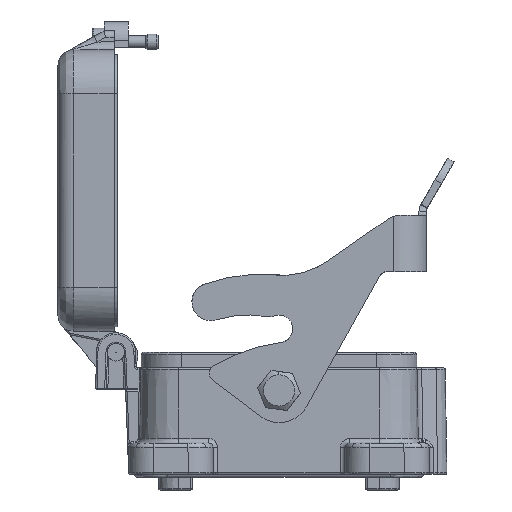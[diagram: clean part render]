
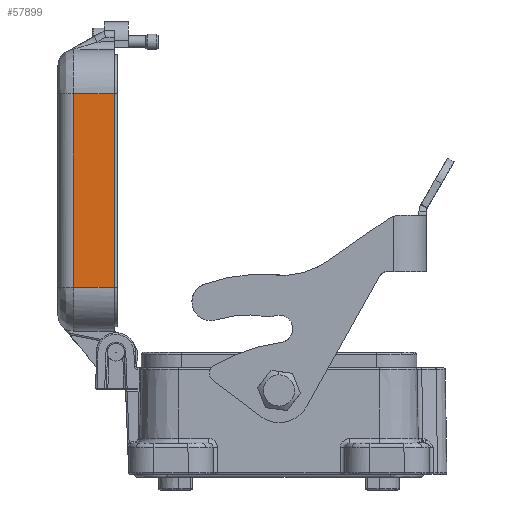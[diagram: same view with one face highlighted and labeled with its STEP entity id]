
A CAD part, left-side view. The second image highlights one B-rep face of the part: STEP entity #57899.
In plain terms, the highlighted planar face has unit normal (-1, 0.009, 0).
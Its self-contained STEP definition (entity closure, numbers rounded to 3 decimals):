
#2356 = VECTOR ( 'NONE', #38121, 1000. ) ;
#3562 = EDGE_CURVE ( 'NONE', #38075, #38064, #38119, .T. ) ;
#11786 = CARTESIAN_POINT ( 'NONE',  ( -65.882, 65.644, 59.767 ) ) ;
#11805 = CARTESIAN_POINT ( 'NONE',  ( -65.882, 65.644, 121.54 ) ) ;
#11806 = CARTESIAN_POINT ( 'NONE',  ( -65.996, 52.6, 121.654 ) ) ;
#11817 = CARTESIAN_POINT ( 'NONE',  ( -65.996, 52.6, 59.653 ) ) ;
#20120 = LINE ( 'NONE', #20121, #49594 ) ;
#20121 = CARTESIAN_POINT ( 'NONE',  ( -65.998, 52.348, 59.651 ) ) ;
#20122 = DIRECTION ( 'NONE',  ( 0.009, 1., 0.009 ) ) ;
#20124 = LINE ( 'NONE', #20125, #49597 ) ;
#20125 = CARTESIAN_POINT ( 'NONE',  ( -65.882, 65.644, 59.302 ) ) ;
#20126 = DIRECTION ( 'NONE',  ( 0., 0., 1. ) ) ;
#20127 = LINE ( 'NONE', #20128, #49601 ) ;
#20128 = CARTESIAN_POINT ( 'NONE',  ( -65.882, 65.644, 121.54 ) ) ;
#20129 = DIRECTION ( 'NONE',  ( 0.009, 1., -0.009 ) ) ;
#32737 = PLANE ( 'NONE',  #40511 ) ;
#32738 = CARTESIAN_POINT ( 'NONE',  ( -65.996, 52.6, 138.583 ) ) ;
#32739 = DIRECTION ( 'NONE',  ( -1., 0.009, 0. ) ) ;
#32740 = DIRECTION ( 'NONE',  ( -0.009, -1., 0. ) ) ;
#36771 = ORIENTED_EDGE ( 'NONE', *, *, #44325, .F. ) ;
#36772 = ORIENTED_EDGE ( 'NONE', *, *, #44327, .T. ) ;
#36773 = ORIENTED_EDGE ( 'NONE', *, *, #44326, .F. ) ;
#36774 = ORIENTED_EDGE ( 'NONE', *, *, #3562, .T. ) ;
#38044 = VERTEX_POINT ( 'NONE', #11786 ) ;
#38063 = VERTEX_POINT ( 'NONE', #11805 ) ;
#38064 = VERTEX_POINT ( 'NONE', #11806 ) ;
#38075 = VERTEX_POINT ( 'NONE', #11817 ) ;
#38119 = LINE ( 'NONE', #38120, #2356 ) ;
#38120 = CARTESIAN_POINT ( 'NONE',  ( -65.996, 52.6, 138.583 ) ) ;
#38121 = DIRECTION ( 'NONE',  ( 0., 0., 1. ) ) ;
#40509 = FACE_OUTER_BOUND ( 'NONE', #59417, .T. ) ;
#40511 = AXIS2_PLACEMENT_3D ( 'NONE', #32738, #32739, #32740 ) ;
#44325 = EDGE_CURVE ( 'NONE', #38075, #38044, #20120, .T. ) ;
#44326 = EDGE_CURVE ( 'NONE', #38044, #38063, #20124, .T. ) ;
#44327 = EDGE_CURVE ( 'NONE', #38064, #38063, #20127, .T. ) ;
#49594 = VECTOR ( 'NONE', #20122, 1000. ) ;
#49597 = VECTOR ( 'NONE', #20126, 1000. ) ;
#49601 = VECTOR ( 'NONE', #20129, 1000. ) ;
#57899 = ADVANCED_FACE ( 'NONE', ( #40509 ), #32737, .T. ) ;
#59417 = EDGE_LOOP ( 'NONE', ( #36772, #36773, #36771, #36774 ) ) ;
